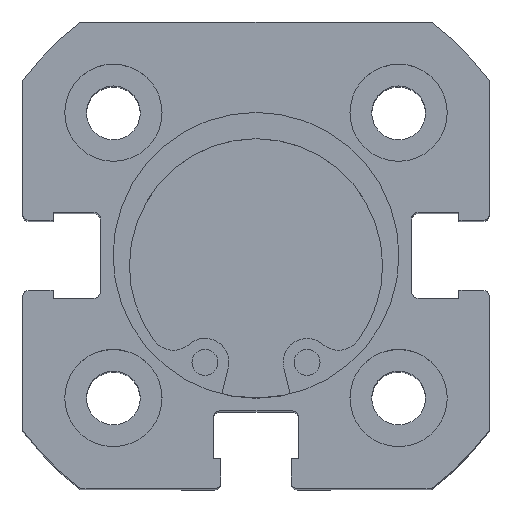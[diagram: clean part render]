
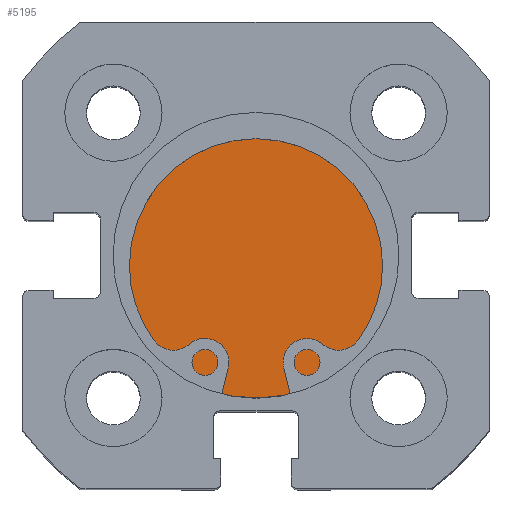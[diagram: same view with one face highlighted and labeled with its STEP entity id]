
A CAD part, top view. The second image highlights one B-rep face of the part: STEP entity #5195.
In plain terms, the highlighted face is planar.
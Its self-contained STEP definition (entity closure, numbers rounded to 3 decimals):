
#506 = VERTEX_POINT ( 'NONE', #5338 ) ;
#512 = VERTEX_POINT ( 'NONE', #5552 ) ;
#736 = FACE_OUTER_BOUND ( 'NONE', #933, .T. ) ;
#933 = EDGE_LOOP ( 'NONE', ( #3050, #3049 ) ) ;
#1564 = DIRECTION ( 'NONE',  ( 0., 0., 1. ) ) ;
#1565 = DIRECTION ( 'NONE',  ( -1., 0., 0. ) ) ;
#1566 = PLANE ( 'NONE',  #4363 ) ;
#1568 = CARTESIAN_POINT ( 'NONE',  ( 6., 11., 0. ) ) ;
#2407 = DIRECTION ( 'NONE',  ( 0., 0., 1. ) ) ;
#2408 = DIRECTION ( 'NONE',  ( -1., 0., 0. ) ) ;
#2410 = CARTESIAN_POINT ( 'NONE',  ( 6., 0., 0. ) ) ;
#2423 = DIRECTION ( 'NONE',  ( 0., 0., 1. ) ) ;
#2424 = DIRECTION ( 'NONE',  ( -1., 0., 0. ) ) ;
#2426 = CARTESIAN_POINT ( 'NONE',  ( 6., 0., 0. ) ) ;
#3049 = ORIENTED_EDGE ( 'NONE', *, *, #4740, .F. ) ;
#3050 = ORIENTED_EDGE ( 'NONE', *, *, #4745, .F. ) ;
#3691 = CIRCLE ( 'NONE', #4180, 11. ) ;
#3701 = CIRCLE ( 'NONE', #4183, 11. ) ;
#4180 = AXIS2_PLACEMENT_3D ( 'NONE', #2426, #2424, #2423 ) ;
#4183 = AXIS2_PLACEMENT_3D ( 'NONE', #2410, #2408, #2407 ) ;
#4363 = AXIS2_PLACEMENT_3D ( 'NONE', #1568, #1565, #1564 ) ;
#4740 = EDGE_CURVE ( 'NONE', #512, #506, #3691, .T. ) ;
#4745 = EDGE_CURVE ( 'NONE', #506, #512, #3701, .T. ) ;
#5195 = ADVANCED_FACE ( 'NONE', ( #736 ), #1566, .F. ) ;
#5338 = CARTESIAN_POINT ( 'NONE',  ( 6., 0., 11. ) ) ;
#5552 = CARTESIAN_POINT ( 'NONE',  ( 6., 0., -11. ) ) ;
